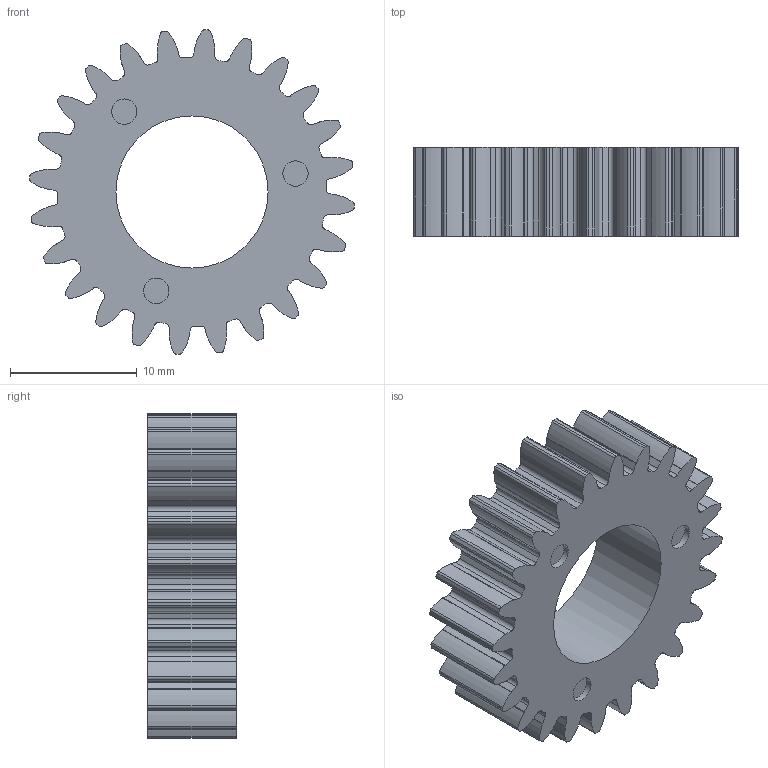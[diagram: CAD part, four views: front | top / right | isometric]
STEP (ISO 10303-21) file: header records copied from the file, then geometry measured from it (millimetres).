
FILE_DESCRIPTION(/* description */ (''),/* implementation_level */ '2;1');
FILE_NAME(/* name */ 'Matrix_12-0024_Gear.ipt.stp',/* time_stamp */ '2014-12-18T17:44:00-08:00',/* author */ ('Autodesk Inc.'),/* organization */ ('Autodesk Inc.'),/* preprocessor_version */ 'ST-DEVELOPER v15.6',/* originating_system */ 'Autodesk Inventor 2015',/* authorisation */ '');
FILE_SCHEMA (('AUTOMOTIVE_DESIGN { 1 0 10303 214 3 1 1 }'));
Length unit declared in the file: millimetre
Products named in the file (1): Matrix_12-0024_Gear
Bounding box: 25.63 x 7 x 25.63 mm (x, y, z)
Volume: 2185.2 mm3; surface area: 1926.4 mm2
Topology: 1 solids, 1 shells, 297 faces, 876 edges, 584 vertices
Faces by surface type: cylinder 220, plane 77
Full cylindrical faces by diameter (mm): 2 x3, 12 x1
Entity records: 10138 total; most frequent: DIRECTION 1908, CARTESIAN_POINT 1754, ORIENTED_EDGE 1744, EDGE_CURVE 872, AXIS2_PLACEMENT_3D 738, VERTEX_POINT 584, CIRCLE 440, LINE 432
